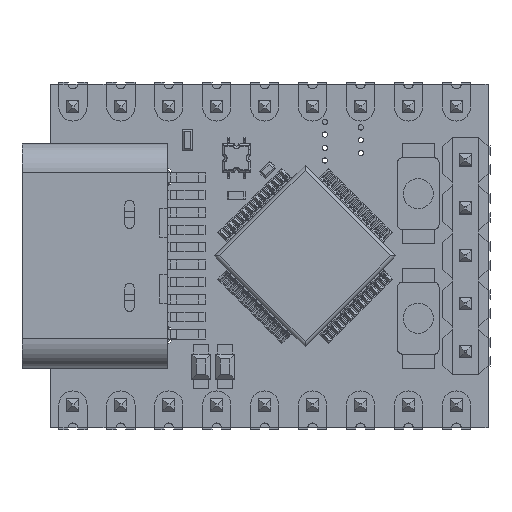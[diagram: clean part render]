
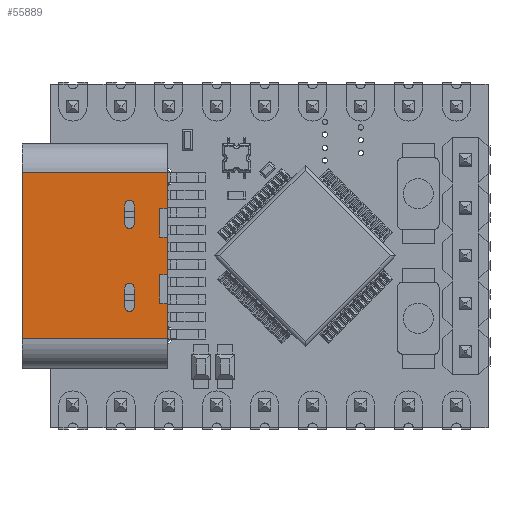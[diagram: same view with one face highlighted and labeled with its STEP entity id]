
A CAD part, top view. The second image highlights one B-rep face of the part: STEP entity #55889.
In plain terms, the highlighted planar face has unit normal (0, 0, 1).
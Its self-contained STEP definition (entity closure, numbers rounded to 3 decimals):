
#513=FACE_BOUND('',#11117,.T.);
#514=FACE_BOUND('',#11118,.T.);
#1881=PLANE('',#59442);
#7835=FACE_OUTER_BOUND('',#11116,.T.);
#11116=EDGE_LOOP('',(#47032,#47033,#47034,#47035,#47036,#47037,#47038,#47039,
#47040,#47041,#47042,#47043));
#11117=EDGE_LOOP('',(#47044,#47045,#47046,#47047));
#11118=EDGE_LOOP('',(#47048,#47049,#47050,#47051));
#16197=LINE('',#83497,#22912);
#16201=LINE('',#83507,#22916);
#16205=LINE('',#83521,#22920);
#16209=LINE('',#83531,#22924);
#16212=LINE('',#83539,#22927);
#16215=LINE('',#83545,#22930);
#16219=LINE('',#83552,#22934);
#16222=LINE('',#83560,#22937);
#16225=LINE('',#83566,#22940);
#16228=LINE('',#83572,#22943);
#16236=LINE('',#83586,#22951);
#16311=LINE('',#84044,#23026);
#16313=LINE('',#84049,#23028);
#16315=LINE('',#84055,#23030);
#16317=LINE('',#84059,#23032);
#16318=LINE('',#84060,#23033);
#22912=VECTOR('',#68453,10.);
#22916=VECTOR('',#68465,10.);
#22920=VECTOR('',#68477,10.);
#22924=VECTOR('',#68489,10.);
#22927=VECTOR('',#68494,10.);
#22930=VECTOR('',#68499,10.);
#22934=VECTOR('',#68505,10.);
#22937=VECTOR('',#68510,10.);
#22940=VECTOR('',#68515,10.);
#22943=VECTOR('',#68520,10.);
#22951=VECTOR('',#68532,10.);
#23026=VECTOR('',#68815,10.);
#23028=VECTOR('',#68821,10.);
#23030=VECTOR('',#68827,10.);
#23032=VECTOR('',#68831,10.);
#23033=VECTOR('',#68832,10.);
#26352=CIRCLE('',#59312,0.25);
#26354=CIRCLE('',#59316,0.25);
#26356=CIRCLE('',#59320,0.25);
#26358=CIRCLE('',#59324,0.25);
#29262=VERTEX_POINT('',#83488);
#29263=VERTEX_POINT('',#83490);
#29265=VERTEX_POINT('',#83496);
#29267=VERTEX_POINT('',#83502);
#29270=VERTEX_POINT('',#83512);
#29271=VERTEX_POINT('',#83514);
#29273=VERTEX_POINT('',#83520);
#29275=VERTEX_POINT('',#83526);
#29278=VERTEX_POINT('',#83536);
#29279=VERTEX_POINT('',#83538);
#29281=VERTEX_POINT('',#83544);
#29283=VERTEX_POINT('',#83550);
#29286=VERTEX_POINT('',#83557);
#29287=VERTEX_POINT('',#83559);
#29289=VERTEX_POINT('',#83565);
#29291=VERTEX_POINT('',#83571);
#29374=VERTEX_POINT('',#84043);
#29375=VERTEX_POINT('',#84047);
#29377=VERTEX_POINT('',#84053);
#29378=VERTEX_POINT('',#84058);
#35348=EDGE_CURVE('',#29263,#29262,#26352,.T.);
#35351=EDGE_CURVE('',#29265,#29263,#16197,.T.);
#35354=EDGE_CURVE('',#29267,#29265,#26354,.T.);
#35357=EDGE_CURVE('',#29262,#29267,#16201,.T.);
#35360=EDGE_CURVE('',#29271,#29270,#26356,.T.);
#35363=EDGE_CURVE('',#29273,#29271,#16205,.T.);
#35366=EDGE_CURVE('',#29275,#29273,#26358,.T.);
#35369=EDGE_CURVE('',#29270,#29275,#16209,.T.);
#35372=EDGE_CURVE('',#29279,#29278,#16212,.T.);
#35375=EDGE_CURVE('',#29281,#29279,#16215,.T.);
#35379=EDGE_CURVE('',#29278,#29283,#16219,.T.);
#35382=EDGE_CURVE('',#29287,#29286,#16222,.T.);
#35385=EDGE_CURVE('',#29289,#29287,#16225,.T.);
#35388=EDGE_CURVE('',#29291,#29289,#16228,.T.);
#35396=EDGE_CURVE('',#29281,#29286,#16236,.T.);
#35531=EDGE_CURVE('',#29291,#29374,#16311,.T.);
#35535=EDGE_CURVE('',#29375,#29283,#16313,.T.);
#35538=EDGE_CURVE('',#29375,#29377,#16315,.T.);
#35540=EDGE_CURVE('',#29378,#29377,#16317,.T.);
#35541=EDGE_CURVE('',#29374,#29378,#16318,.T.);
#47032=ORIENTED_EDGE('',*,*,#35379,.T.);
#47033=ORIENTED_EDGE('',*,*,#35535,.F.);
#47034=ORIENTED_EDGE('',*,*,#35538,.T.);
#47035=ORIENTED_EDGE('',*,*,#35540,.F.);
#47036=ORIENTED_EDGE('',*,*,#35541,.F.);
#47037=ORIENTED_EDGE('',*,*,#35531,.F.);
#47038=ORIENTED_EDGE('',*,*,#35388,.T.);
#47039=ORIENTED_EDGE('',*,*,#35385,.T.);
#47040=ORIENTED_EDGE('',*,*,#35382,.T.);
#47041=ORIENTED_EDGE('',*,*,#35396,.F.);
#47042=ORIENTED_EDGE('',*,*,#35375,.T.);
#47043=ORIENTED_EDGE('',*,*,#35372,.T.);
#47044=ORIENTED_EDGE('',*,*,#35354,.T.);
#47045=ORIENTED_EDGE('',*,*,#35351,.T.);
#47046=ORIENTED_EDGE('',*,*,#35348,.T.);
#47047=ORIENTED_EDGE('',*,*,#35357,.T.);
#47048=ORIENTED_EDGE('',*,*,#35366,.T.);
#47049=ORIENTED_EDGE('',*,*,#35363,.T.);
#47050=ORIENTED_EDGE('',*,*,#35360,.T.);
#47051=ORIENTED_EDGE('',*,*,#35369,.T.);
#55889=ADVANCED_FACE('',(#7835,#513,#514),#1881,.T.);
#59312=AXIS2_PLACEMENT_3D('',#83491,#68447,#68448);
#59316=AXIS2_PLACEMENT_3D('',#83503,#68459,#68460);
#59320=AXIS2_PLACEMENT_3D('',#83515,#68471,#68472);
#59324=AXIS2_PLACEMENT_3D('',#83527,#68483,#68484);
#59442=AXIS2_PLACEMENT_3D('',#84057,#68829,#68830);
#68447=DIRECTION('center_axis',(0.,0.,-1.));
#68448=DIRECTION('ref_axis',(1.,0.,0.));
#68453=DIRECTION('',(0.,1.,0.));
#68459=DIRECTION('center_axis',(0.,0.,-1.));
#68460=DIRECTION('ref_axis',(-1.,0.,0.));
#68465=DIRECTION('',(0.,-1.,0.));
#68471=DIRECTION('center_axis',(0.,0.,-1.));
#68472=DIRECTION('ref_axis',(1.,0.,0.));
#68477=DIRECTION('',(0.,-1.,0.));
#68483=DIRECTION('center_axis',(0.,0.,-1.));
#68484=DIRECTION('ref_axis',(-1.,0.,0.));
#68489=DIRECTION('',(0.,1.,0.));
#68494=DIRECTION('',(0.,1.,0.));
#68499=DIRECTION('',(-1.,0.,0.));
#68505=DIRECTION('',(1.,0.,0.));
#68510=DIRECTION('',(1.,0.,0.));
#68515=DIRECTION('',(0.,1.,0.));
#68520=DIRECTION('',(-1.,0.,0.));
#68532=DIRECTION('',(0.,-1.,0.));
#68815=DIRECTION('',(0.,-1.,0.));
#68821=DIRECTION('',(0.,-1.,0.));
#68827=DIRECTION('',(-1.,0.,0.));
#68829=DIRECTION('center_axis',(0.,0.,1.));
#68830=DIRECTION('ref_axis',(0.,1.,0.));
#68831=DIRECTION('',(0.,1.,0.));
#68832=DIRECTION('',(-1.,0.,0.));
#83488=CARTESIAN_POINT('',(-7.15,2.7,4.));
#83490=CARTESIAN_POINT('',(-7.65,2.7,4.));
#83491=CARTESIAN_POINT('Origin',(-7.4,2.7,4.));
#83496=CARTESIAN_POINT('',(-7.65,1.7,4.));
#83497=CARTESIAN_POINT('',(-7.65,-1.35,4.));
#83502=CARTESIAN_POINT('',(-7.15,1.7,4.));
#83503=CARTESIAN_POINT('Origin',(-7.4,1.7,4.));
#83507=CARTESIAN_POINT('',(-7.15,-0.85,4.));
#83512=CARTESIAN_POINT('',(-7.65,-2.7,4.));
#83514=CARTESIAN_POINT('',(-7.15,-2.7,4.));
#83515=CARTESIAN_POINT('Origin',(-7.4,-2.7,4.));
#83520=CARTESIAN_POINT('',(-7.15,-1.7,4.));
#83521=CARTESIAN_POINT('',(-7.15,-3.05,4.));
#83526=CARTESIAN_POINT('',(-7.65,-1.7,4.));
#83527=CARTESIAN_POINT('Origin',(-7.4,-1.7,4.));
#83531=CARTESIAN_POINT('',(-7.65,-3.55,4.));
#83536=CARTESIAN_POINT('',(-5.8,2.5,4.));
#83538=CARTESIAN_POINT('',(-5.8,1.,4.));
#83539=CARTESIAN_POINT('',(-5.8,-1.7,4.));
#83544=CARTESIAN_POINT('',(-5.4,1.,4.));
#83545=CARTESIAN_POINT('',(-8.5,1.,4.));
#83550=CARTESIAN_POINT('',(-5.4,2.5,4.));
#83552=CARTESIAN_POINT('',(-8.7,2.5,4.));
#83557=CARTESIAN_POINT('',(-5.4,-1.,4.));
#83559=CARTESIAN_POINT('',(-5.8,-1.,4.));
#83560=CARTESIAN_POINT('',(-8.7,-1.,4.));
#83565=CARTESIAN_POINT('',(-5.8,-2.5,4.));
#83566=CARTESIAN_POINT('',(-5.8,-3.45,4.));
#83571=CARTESIAN_POINT('',(-5.4,-2.5,4.));
#83572=CARTESIAN_POINT('',(-8.5,-2.5,4.));
#83586=CARTESIAN_POINT('',(-5.4,-4.4,4.));
#84043=CARTESIAN_POINT('',(-5.4,-4.4,4.));
#84044=CARTESIAN_POINT('',(-5.4,-4.4,4.));
#84047=CARTESIAN_POINT('',(-5.4,4.4,4.));
#84049=CARTESIAN_POINT('',(-5.4,-4.4,4.));
#84053=CARTESIAN_POINT('',(-13.1,4.4,4.));
#84055=CARTESIAN_POINT('',(-11.6,4.4,4.));
#84057=CARTESIAN_POINT('Origin',(-11.6,-4.4,4.));
#84058=CARTESIAN_POINT('',(-13.1,-4.4,4.));
#84059=CARTESIAN_POINT('',(-13.1,-4.4,4.));
#84060=CARTESIAN_POINT('',(-11.6,-4.4,4.));
